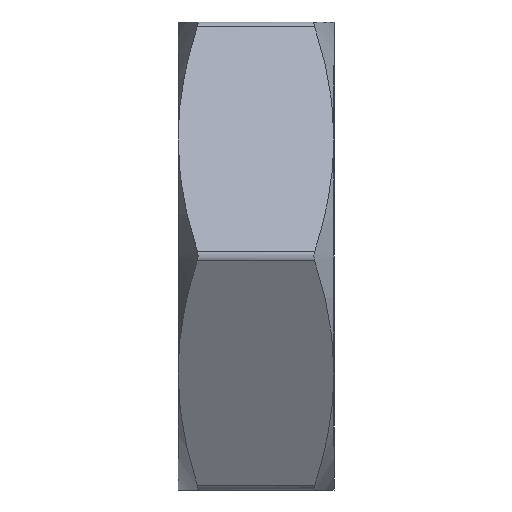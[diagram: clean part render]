
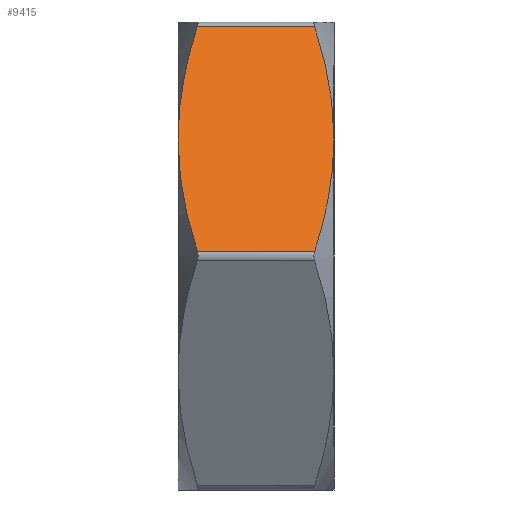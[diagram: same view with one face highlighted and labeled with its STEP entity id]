
A CAD part, left-side view. The second image highlights one B-rep face of the part: STEP entity #9415.
In plain terms, the highlighted planar face has unit normal (-0.866, 0, 0.5).
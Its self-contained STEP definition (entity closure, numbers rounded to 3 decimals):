
#188 = CARTESIAN_POINT ( 'NONE',  ( -10.392, -4., 6. ) ) ;
#681 = CARTESIAN_POINT ( 'NONE',  ( -10.111, -4., 6.488 ) ) ;
#741 = CARTESIAN_POINT ( 'NONE',  ( -8.161, -3.562, 9.865 ) ) ;
#757 = B_SPLINE_CURVE_WITH_KNOTS ( 'NONE', 3,
 ( #13868, #9400, #3677, #14547, #8446, #188 ),
 .UNSPECIFIED., .F., .F.,
 ( 4, 2, 4 ),
 ( 0., 0.004, 0.007 ),
 .UNSPECIFIED. ) ;
#818 = CARTESIAN_POINT ( 'NONE',  ( -13.17, 3.313, 1.189 ) ) ;
#1522 = CARTESIAN_POINT ( 'NONE',  ( -9.268, -3.887, 7.947 ) ) ;
#1719 = CARTESIAN_POINT ( 'NONE',  ( -10.392, 4., 6. ) ) ;
#2114 = LINE ( 'NONE', #12379, #14421 ) ;
#2180 = CARTESIAN_POINT ( 'NONE',  ( -7.073, 3.01, 11.75 ) ) ;
#2340 = VERTEX_POINT ( 'NONE', #15169 ) ;
#2977 = ORIENTED_EDGE ( 'NONE', *, *, #10282, .T. ) ;
#3141 = CARTESIAN_POINT ( 'NONE',  ( -7.615, -3.313, 10.811 ) ) ;
#3677 = CARTESIAN_POINT ( 'NONE',  ( -12.621, -3.563, 2.139 ) ) ;
#3910 = DIRECTION ( 'NONE',  ( 0., 1., 0. ) ) ;
#4177 = CARTESIAN_POINT ( 'NONE',  ( -8.99, -3.82, 8.428 ) ) ;
#4305 = CARTESIAN_POINT ( 'NONE',  ( -13.712, 4., 0.25 ) ) ;
#4548 = CARTESIAN_POINT ( 'NONE',  ( -12.624, 3.562, 2.135 ) ) ;
#5210 = VECTOR ( 'NONE', #6779, 1000. ) ;
#5355 = ORIENTED_EDGE ( 'NONE', *, *, #7365, .T. ) ;
#5555 = CARTESIAN_POINT ( 'NONE',  ( -10.392, -4., 6. ) ) ;
#5617 = CARTESIAN_POINT ( 'NONE',  ( -7.073, 3.01, 11.75 ) ) ;
#5687 = CARTESIAN_POINT ( 'NONE',  ( -10.957, 3.977, 5.023 ) ) ;
#5838 = CARTESIAN_POINT ( 'NONE',  ( -7.616, 3.314, 10.809 ) ) ;
#6321 = DIRECTION ( 'NONE',  ( 0.866, 0., -0.5 ) ) ;
#6779 = DIRECTION ( 'NONE',  ( 0., -1., 0. ) ) ;
#6800 = VERTEX_POINT ( 'NONE', #14070 ) ;
#7365 = EDGE_CURVE ( 'NONE', #2340, #13196, #2114, .T. ) ;
#7619 = B_SPLINE_CURVE_WITH_KNOTS ( 'NONE', 3,
 ( #5555, #681, #9110, #1522, #4177, #741, #3141, #11477 ),
 .UNSPECIFIED., .F., .F.,
 ( 4, 2, 2, 4 ),
 ( 0.007, 0.009, 0.01, 0.014 ),
 .UNSPECIFIED. ) ;
#7772 = CARTESIAN_POINT ( 'NONE',  ( -13.712, 3.01, 0.25 ) ) ;
#7806 = VERTEX_POINT ( 'NONE', #8505 ) ;
#7810 = EDGE_LOOP ( 'NONE', ( #11050, #2977, #8442, #8590, #5355, #14598 ) ) ;
#7910 = VERTEX_POINT ( 'NONE', #7772 ) ;
#7979 = CARTESIAN_POINT ( 'NONE',  ( -10.674, 4., 5.512 ) ) ;
#8130 = CARTESIAN_POINT ( 'NONE',  ( -13.712, 3.01, 0.25 ) ) ;
#8350 = EDGE_CURVE ( 'NONE', #7806, #6800, #757, .T. ) ;
#8442 = ORIENTED_EDGE ( 'NONE', *, *, #8350, .T. ) ;
#8446 = CARTESIAN_POINT ( 'NONE',  ( -10.957, -4., 5.021 ) ) ;
#8505 = CARTESIAN_POINT ( 'NONE',  ( -13.712, -3.01, 0.25 ) ) ;
#8508 = DIRECTION ( 'NONE',  ( -0.5, 0., -0.866 ) ) ;
#8590 = ORIENTED_EDGE ( 'NONE', *, *, #11489, .T. ) ;
#8611 = CARTESIAN_POINT ( 'NONE',  ( -13.856, 4., 0. ) ) ;
#9110 = CARTESIAN_POINT ( 'NONE',  ( -9.828, -3.977, 6.977 ) ) ;
#9131 = CARTESIAN_POINT ( 'NONE',  ( -10.392, 4., 6. ) ) ;
#9400 = CARTESIAN_POINT ( 'NONE',  ( -13.169, -3.314, 1.191 ) ) ;
#9415 = ADVANCED_FACE ( 'NONE', ( #10872 ), #9817, .F. ) ;
#9817 = PLANE ( 'NONE',  #12012 ) ;
#10017 = B_SPLINE_CURVE_WITH_KNOTS ( 'NONE', 3,
 ( #2180, #5838, #14215, #15384, #10646, #13016 ),
 .UNSPECIFIED., .F., .F.,
 ( 4, 2, 4 ),
 ( 0., 0.004, 0.007 ),
 .UNSPECIFIED. ) ;
#10224 = B_SPLINE_CURVE_WITH_KNOTS ( 'NONE', 3,
 ( #9131, #7979, #5687, #11785, #13958, #4548, #818, #8130 ),
 .UNSPECIFIED., .F., .F.,
 ( 4, 2, 2, 4 ),
 ( 0.007, 0.009, 0.01, 0.014 ),
 .UNSPECIFIED. ) ;
#10282 = EDGE_CURVE ( 'NONE', #7910, #7806, #10854, .T. ) ;
#10343 = EDGE_CURVE ( 'NONE', #13196, #11864, #10017, .T. ) ;
#10646 = CARTESIAN_POINT ( 'NONE',  ( -9.827, 4., 6.979 ) ) ;
#10854 = LINE ( 'NONE', #4305, #5210 ) ;
#10872 = FACE_OUTER_BOUND ( 'NONE', #7810, .T. ) ;
#11050 = ORIENTED_EDGE ( 'NONE', *, *, #14653, .T. ) ;
#11477 = CARTESIAN_POINT ( 'NONE',  ( -7.073, -3.01, 11.75 ) ) ;
#11489 = EDGE_CURVE ( 'NONE', #6800, #2340, #7619, .T. ) ;
#11785 = CARTESIAN_POINT ( 'NONE',  ( -11.516, 3.887, 4.053 ) ) ;
#11864 = VERTEX_POINT ( 'NONE', #1719 ) ;
#12012 = AXIS2_PLACEMENT_3D ( 'NONE', #8611, #6321, #8508 ) ;
#12379 = CARTESIAN_POINT ( 'NONE',  ( -7.073, 4., 11.75 ) ) ;
#13016 = CARTESIAN_POINT ( 'NONE',  ( -10.392, 4., 6. ) ) ;
#13196 = VERTEX_POINT ( 'NONE', #5617 ) ;
#13868 = CARTESIAN_POINT ( 'NONE',  ( -13.712, -3.01, 0.25 ) ) ;
#13958 = CARTESIAN_POINT ( 'NONE',  ( -11.794, 3.82, 3.572 ) ) ;
#14070 = CARTESIAN_POINT ( 'NONE',  ( -10.392, -4., 6. ) ) ;
#14215 = CARTESIAN_POINT ( 'NONE',  ( -8.163, 3.563, 9.861 ) ) ;
#14421 = VECTOR ( 'NONE', #3910, 1000. ) ;
#14547 = CARTESIAN_POINT ( 'NONE',  ( -11.516, -3.906, 4.054 ) ) ;
#14598 = ORIENTED_EDGE ( 'NONE', *, *, #10343, .T. ) ;
#14653 = EDGE_CURVE ( 'NONE', #11864, #7910, #10224, .T. ) ;
#15169 = CARTESIAN_POINT ( 'NONE',  ( -7.073, -3.01, 11.75 ) ) ;
#15384 = CARTESIAN_POINT ( 'NONE',  ( -9.269, 3.906, 7.946 ) ) ;
